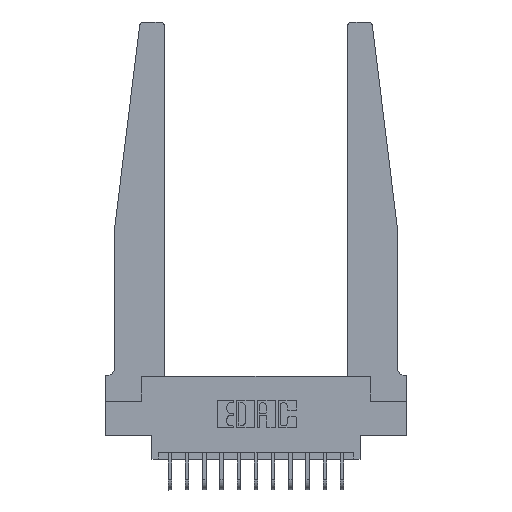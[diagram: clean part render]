
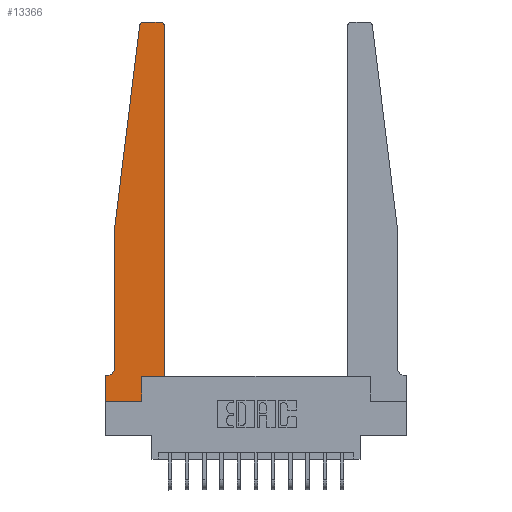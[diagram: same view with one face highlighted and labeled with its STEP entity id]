
A CAD part, top view. The second image highlights one B-rep face of the part: STEP entity #13366.
In plain terms, the highlighted planar face has unit normal (0, 0, 1).
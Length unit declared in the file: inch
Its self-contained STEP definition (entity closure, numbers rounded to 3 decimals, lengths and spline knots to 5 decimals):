
#23 = VERTEX_POINT ( 'NONE', #11209 ) ;
#1004 = CARTESIAN_POINT ( 'NONE',  ( 0.2605, 0.18, 0.37 ) ) ;
#1056 = CARTESIAN_POINT ( 'NONE',  ( 0.425, 0.18, 0.37 ) ) ;
#1479 = VERTEX_POINT ( 'NONE', #13565 ) ;
#1493 = CARTESIAN_POINT ( 'NONE',  ( 0., 0., 0.37 ) ) ;
#1547 = VECTOR ( 'NONE', #10070, 39.37008 ) ;
#1590 = CARTESIAN_POINT ( 'NONE',  ( 0.065, 1.25, 0.37 ) ) ;
#1665 = LINE ( 'NONE', #1493, #1547 ) ;
#1791 = EDGE_CURVE ( 'NONE', #23, #1479, #13667, .T. ) ;
#2016 = ORIENTED_EDGE ( 'NONE', *, *, #18229, .T. ) ;
#2619 = DIRECTION ( 'NONE',  ( 1., 0., 0. ) ) ;
#2688 = EDGE_CURVE ( 'NONE', #3051, #11223, #14039, .T. ) ;
#3008 = DIRECTION ( 'NONE',  ( -0.122, -0.992, 0. ) ) ;
#3037 = EDGE_CURVE ( 'NONE', #9515, #7948, #13776, .T. ) ;
#3051 = VERTEX_POINT ( 'NONE', #4249 ) ;
#3322 = LINE ( 'NONE', #12891, #9326 ) ;
#3488 = ORIENTED_EDGE ( 'NONE', *, *, #3037, .T. ) ;
#3691 = DIRECTION ( 'NONE',  ( -1., 0., 0. ) ) ;
#3775 = CARTESIAN_POINT ( 'NONE',  ( 0.27653, 2.72, 0.37 ) ) ;
#3779 = CARTESIAN_POINT ( 'NONE',  ( 0.015, 0.2375, 0.37 ) ) ;
#4148 = VECTOR ( 'NONE', #3008, 39.37008 ) ;
#4165 = EDGE_CURVE ( 'NONE', #1479, #3051, #15428, .T. ) ;
#4227 = LINE ( 'NONE', #4399, #9691 ) ;
#4249 = CARTESIAN_POINT ( 'NONE',  ( 0.27653, 2.75, 0.37 ) ) ;
#4317 = DIRECTION ( 'NONE',  ( 0., -1., 0. ) ) ;
#4399 = CARTESIAN_POINT ( 'NONE',  ( 0.065, 1.25, 0.37 ) ) ;
#4436 = VECTOR ( 'NONE', #16835, 39.37008 ) ;
#4535 = CARTESIAN_POINT ( 'NONE',  ( 0.065, 0.2375, 0.37 ) ) ;
#5469 = CARTESIAN_POINT ( 'NONE',  ( 0.425, 0.18, 0.37 ) ) ;
#5553 = ORIENTED_EDGE ( 'NONE', *, *, #17217, .T. ) ;
#5608 = AXIS2_PLACEMENT_3D ( 'NONE', #16963, #12788, #15670 ) ;
#5749 = ORIENTED_EDGE ( 'NONE', *, *, #4165, .T. ) ;
#5833 = ORIENTED_EDGE ( 'NONE', *, *, #1791, .T. ) ;
#6068 = VECTOR ( 'NONE', #14080, 39.37008 ) ;
#6786 = CARTESIAN_POINT ( 'NONE',  ( 0., 0.1875, 0.37 ) ) ;
#6806 = EDGE_CURVE ( 'NONE', #14468, #23, #9800, .T. ) ;
#6820 = EDGE_CURVE ( 'NONE', #18245, #9515, #4227, .T. ) ;
#6828 = EDGE_CURVE ( 'NONE', #12056, #13352, #1665, .T. ) ;
#7125 = ORIENTED_EDGE ( 'NONE', *, *, #2688, .T. ) ;
#7239 = ORIENTED_EDGE ( 'NONE', *, *, #6806, .T. ) ;
#7257 = CARTESIAN_POINT ( 'NONE',  ( 0.425, 0.18, 0.37 ) ) ;
#7338 = VERTEX_POINT ( 'NONE', #1004 ) ;
#7948 = VERTEX_POINT ( 'NONE', #17469 ) ;
#8075 = CARTESIAN_POINT ( 'NONE',  ( 0.25, 2.75, 0.37 ) ) ;
#8404 = LINE ( 'NONE', #7257, #6068 ) ;
#8484 = DIRECTION ( 'NONE',  ( 0., 0., 1. ) ) ;
#8739 = EDGE_CURVE ( 'NONE', #7338, #14468, #8404, .T. ) ;
#8998 = AXIS2_PLACEMENT_3D ( 'NONE', #3779, #15964, #3691 ) ;
#9286 = ORIENTED_EDGE ( 'NONE', *, *, #16768, .T. ) ;
#9326 = VECTOR ( 'NONE', #11872, 39.37008 ) ;
#9515 = VERTEX_POINT ( 'NONE', #4535 ) ;
#9662 = ORIENTED_EDGE ( 'NONE', *, *, #6828, .T. ) ;
#9691 = VECTOR ( 'NONE', #4317, 39.37008 ) ;
#9800 = LINE ( 'NONE', #5469, #17686 ) ;
#9923 = VECTOR ( 'NONE', #11588, 39.37008 ) ;
#10070 = DIRECTION ( 'NONE',  ( 0., -1., 0. ) ) ;
#10470 = CARTESIAN_POINT ( 'NONE',  ( 0.2605, 0.18, 0.37 ) ) ;
#10933 = ORIENTED_EDGE ( 'NONE', *, *, #6820, .T. ) ;
#11209 = CARTESIAN_POINT ( 'NONE',  ( 0.425, 2.72, 0.37 ) ) ;
#11223 = VERTEX_POINT ( 'NONE', #17198 ) ;
#11588 = DIRECTION ( 'NONE',  ( 0., 1., 0. ) ) ;
#11774 = LINE ( 'NONE', #10470, #9923 ) ;
#11872 = DIRECTION ( 'NONE',  ( -1., 0., 0. ) ) ;
#12056 = VERTEX_POINT ( 'NONE', #15181 ) ;
#12410 = FACE_OUTER_BOUND ( 'NONE', #16341, .T. ) ;
#12668 = LINE ( 'NONE', #14054, #4436 ) ;
#12788 = DIRECTION ( 'NONE',  ( 0., 0., 1. ) ) ;
#12874 = DIRECTION ( 'NONE',  ( 1., 0., 0. ) ) ;
#12886 = VECTOR ( 'NONE', #13769, 39.37008 ) ;
#12891 = CARTESIAN_POINT ( 'NONE',  ( 0.065, 0.1875, 0.37 ) ) ;
#13204 = ORIENTED_EDGE ( 'NONE', *, *, #18198, .T. ) ;
#13352 = VERTEX_POINT ( 'NONE', #13891 ) ;
#13366 = ADVANCED_FACE ( 'NONE', ( #12410 ), #14164, .T. ) ;
#13420 = CARTESIAN_POINT ( 'NONE',  ( 0.2605, 0., 0.37 ) ) ;
#13565 = CARTESIAN_POINT ( 'NONE',  ( 0.395, 2.75, 0.37 ) ) ;
#13667 = CIRCLE ( 'NONE', #5608, 0.03 ) ;
#13714 = VERTEX_POINT ( 'NONE', #13420 ) ;
#13769 = DIRECTION ( 'NONE',  ( -1., 0., 0. ) ) ;
#13776 = CIRCLE ( 'NONE', #8998, 0.05 ) ;
#13891 = CARTESIAN_POINT ( 'NONE',  ( 0., 0., 0.37 ) ) ;
#14039 = CIRCLE ( 'NONE', #15544, 0.03 ) ;
#14054 = CARTESIAN_POINT ( 'NONE',  ( 0., 0., 0.37 ) ) ;
#14080 = DIRECTION ( 'NONE',  ( 1., 0., 0. ) ) ;
#14164 = PLANE ( 'NONE',  #18380 ) ;
#14170 = LINE ( 'NONE', #1590, #4148 ) ;
#14468 = VERTEX_POINT ( 'NONE', #1056 ) ;
#15181 = CARTESIAN_POINT ( 'NONE',  ( 0., 0.1875, 0.37 ) ) ;
#15202 = DIRECTION ( 'NONE',  ( 0., 0., 1. ) ) ;
#15428 = LINE ( 'NONE', #8075, #12886 ) ;
#15471 = DIRECTION ( 'NONE',  ( 0., 1., 0. ) ) ;
#15544 = AXIS2_PLACEMENT_3D ( 'NONE', #3775, #15202, #12874 ) ;
#15621 = ORIENTED_EDGE ( 'NONE', *, *, #8739, .T. ) ;
#15670 = DIRECTION ( 'NONE',  ( 1., 0., 0. ) ) ;
#15857 = CARTESIAN_POINT ( 'NONE',  ( 0.065, 1.25, 0.37 ) ) ;
#15964 = DIRECTION ( 'NONE',  ( 0., 0., -1. ) ) ;
#16341 = EDGE_LOOP ( 'NONE', ( #5749, #7125, #9286, #10933, #3488, #13204, #9662, #5553, #2016, #15621, #7239, #5833 ) ) ;
#16768 = EDGE_CURVE ( 'NONE', #11223, #18245, #14170, .T. ) ;
#16835 = DIRECTION ( 'NONE',  ( 1., 0., 0. ) ) ;
#16963 = CARTESIAN_POINT ( 'NONE',  ( 0.395, 2.72, 0.37 ) ) ;
#17198 = CARTESIAN_POINT ( 'NONE',  ( 0.24675, 2.72367, 0.37 ) ) ;
#17217 = EDGE_CURVE ( 'NONE', #13352, #13714, #12668, .T. ) ;
#17469 = CARTESIAN_POINT ( 'NONE',  ( 0.015, 0.1875, 0.37 ) ) ;
#17686 = VECTOR ( 'NONE', #15471, 39.37008 ) ;
#18198 = EDGE_CURVE ( 'NONE', #7948, #12056, #3322, .T. ) ;
#18229 = EDGE_CURVE ( 'NONE', #13714, #7338, #11774, .T. ) ;
#18245 = VERTEX_POINT ( 'NONE', #15857 ) ;
#18380 = AXIS2_PLACEMENT_3D ( 'NONE', #6786, #8484, #2619 ) ;
